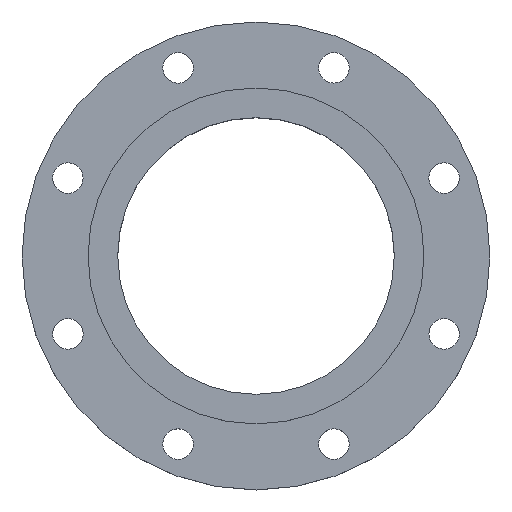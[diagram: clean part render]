
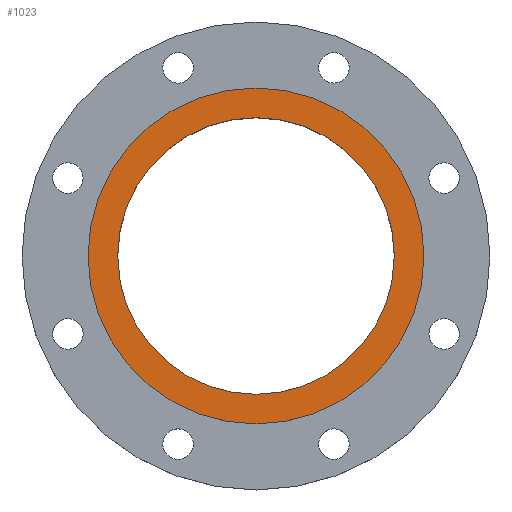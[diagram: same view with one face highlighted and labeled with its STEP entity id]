
A CAD part, top view. The second image highlights one B-rep face of the part: STEP entity #1023.
In plain terms, the highlighted planar face has unit normal (0, 0, 1).
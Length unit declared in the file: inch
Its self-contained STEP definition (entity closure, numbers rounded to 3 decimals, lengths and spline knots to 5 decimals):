
#17 = DIRECTION ( 'NONE',  ( 1., 0., 0. ) ) ;
#48 = CIRCLE ( 'NONE', #1004, 3.99 ) ;
#76 = DIRECTION ( 'NONE',  ( 0., 0., 1. ) ) ;
#117 = AXIS2_PLACEMENT_3D ( 'NONE', #962, #410, #567 ) ;
#133 = FACE_BOUND ( 'NONE', #293, .T. ) ;
#146 = ORIENTED_EDGE ( 'NONE', *, *, #272, .F. ) ;
#199 = DIRECTION ( 'NONE',  ( 0., 0., 1. ) ) ;
#204 = CARTESIAN_POINT ( 'NONE',  ( 0., 0., 0.0625 ) ) ;
#228 = EDGE_CURVE ( 'NONE', #545, #471, #349, .T. ) ;
#248 = DIRECTION ( 'NONE',  ( 1., 0., 0. ) ) ;
#272 = EDGE_CURVE ( 'NONE', #467, #700, #48, .T. ) ;
#273 = CARTESIAN_POINT ( 'NONE',  ( 0., 0., 0.0625 ) ) ;
#293 = EDGE_LOOP ( 'NONE', ( #695, #146 ) ) ;
#341 = CARTESIAN_POINT ( 'NONE',  ( 0., 0., 0.0625 ) ) ;
#342 = CIRCLE ( 'NONE', #475, 3.99 ) ;
#349 = CIRCLE ( 'NONE', #585, 4.845 ) ;
#410 = DIRECTION ( 'NONE',  ( 0., 0., 1. ) ) ;
#427 = CARTESIAN_POINT ( 'NONE',  ( 0., 0., 0.0625 ) ) ;
#440 = CIRCLE ( 'NONE', #574, 4.845 ) ;
#467 = VERTEX_POINT ( 'NONE', #1016 ) ;
#471 = VERTEX_POINT ( 'NONE', #944 ) ;
#474 = FACE_OUTER_BOUND ( 'NONE', #1002, .T. ) ;
#475 = AXIS2_PLACEMENT_3D ( 'NONE', #273, #199, #17 ) ;
#545 = VERTEX_POINT ( 'NONE', #609 ) ;
#567 = DIRECTION ( 'NONE',  ( 1., 0., 0. ) ) ;
#574 = AXIS2_PLACEMENT_3D ( 'NONE', #204, #955, #248 ) ;
#585 = AXIS2_PLACEMENT_3D ( 'NONE', #341, #76, #1066 ) ;
#609 = CARTESIAN_POINT ( 'NONE',  ( 4.845, 0., 0.0625 ) ) ;
#686 = ORIENTED_EDGE ( 'NONE', *, *, #228, .T. ) ;
#695 = ORIENTED_EDGE ( 'NONE', *, *, #1086, .F. ) ;
#700 = VERTEX_POINT ( 'NONE', #720 ) ;
#701 = ORIENTED_EDGE ( 'NONE', *, *, #825, .T. ) ;
#709 = PLANE ( 'NONE',  #117 ) ;
#720 = CARTESIAN_POINT ( 'NONE',  ( -3.99, 0., 0.0625 ) ) ;
#740 = DIRECTION ( 'NONE',  ( 1., 0., 0. ) ) ;
#825 = EDGE_CURVE ( 'NONE', #471, #545, #440, .T. ) ;
#944 = CARTESIAN_POINT ( 'NONE',  ( -4.845, 0., 0.0625 ) ) ;
#955 = DIRECTION ( 'NONE',  ( 0., 0., 1. ) ) ;
#962 = CARTESIAN_POINT ( 'NONE',  ( 0., 0., 0.0625 ) ) ;
#1002 = EDGE_LOOP ( 'NONE', ( #701, #686 ) ) ;
#1004 = AXIS2_PLACEMENT_3D ( 'NONE', #427, #1098, #740 ) ;
#1016 = CARTESIAN_POINT ( 'NONE',  ( 3.99, 0., 0.0625 ) ) ;
#1023 = ADVANCED_FACE ( 'NONE', ( #133, #474 ), #709, .T. ) ;
#1066 = DIRECTION ( 'NONE',  ( 1., 0., 0. ) ) ;
#1086 = EDGE_CURVE ( 'NONE', #700, #467, #342, .T. ) ;
#1098 = DIRECTION ( 'NONE',  ( 0., 0., 1. ) ) ;
